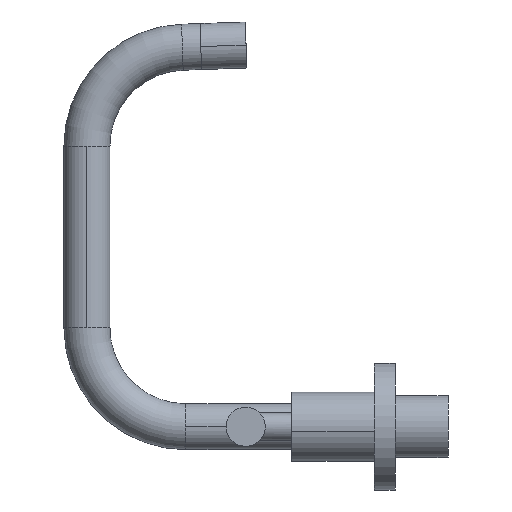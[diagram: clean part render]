
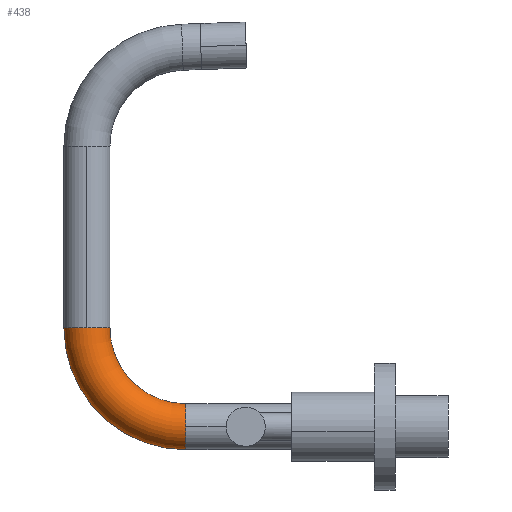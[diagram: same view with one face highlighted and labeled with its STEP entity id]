
A CAD part, left-side view. The second image highlights one B-rep face of the part: STEP entity #438.
In plain terms, the highlighted toroidal (fillet/blend) face has major radius 43 mm and minor radius 10 mm.
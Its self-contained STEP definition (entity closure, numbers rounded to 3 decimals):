
#41 = CARTESIAN_POINT ( 'NONE',  ( 43., 89., 10. ) ) ;
#72 = CARTESIAN_POINT ( 'NONE',  ( 43., 89., 0. ) ) ;
#113 = VERTEX_POINT ( 'NONE', #41 ) ;
#128 = VERTEX_POINT ( 'NONE', #538 ) ;
#177 = EDGE_LOOP ( 'NONE', ( #1214, #1058, #1490, #854, #1076, #1273 ) ) ;
#249 = VERTEX_POINT ( 'NONE', #1660 ) ;
#260 = CARTESIAN_POINT ( 'NONE',  ( 0., 46., 0. ) ) ;
#278 = VERTEX_POINT ( 'NONE', #1368 ) ;
#293 = AXIS2_PLACEMENT_3D ( 'NONE', #72, #969, #722 ) ;
#367 = EDGE_CURVE ( 'NONE', #898, #1199, #834, .T. ) ;
#405 = DIRECTION ( 'NONE',  ( 0., 1., 0. ) ) ;
#420 = AXIS2_PLACEMENT_3D ( 'NONE', #260, #774, #657 ) ;
#438 = ADVANCED_FACE ( 'NONE', ( #1269 ), #1634, .T. ) ;
#459 = EDGE_CURVE ( 'NONE', #113, #1199, #1025, .T. ) ;
#534 = CIRCLE ( 'NONE', #777, 10. ) ;
#538 = CARTESIAN_POINT ( 'NONE',  ( -10., 46., 0. ) ) ;
#573 = DIRECTION ( 'NONE',  ( 0., 0., -1. ) ) ;
#580 = CARTESIAN_POINT ( 'NONE',  ( 43., 46., 0. ) ) ;
#599 = DIRECTION ( 'NONE',  ( 0., 0., -1. ) ) ;
#601 = CARTESIAN_POINT ( 'NONE',  ( 10., 46., 0. ) ) ;
#657 = DIRECTION ( 'NONE',  ( 0., 0., 1. ) ) ;
#718 = DIRECTION ( 'NONE',  ( 1., 0., 0. ) ) ;
#722 = DIRECTION ( 'NONE',  ( 0., 0., 1. ) ) ;
#774 = DIRECTION ( 'NONE',  ( 0., 1., 0. ) ) ;
#777 = AXIS2_PLACEMENT_3D ( 'NONE', #1186, #405, #1562 ) ;
#829 = AXIS2_PLACEMENT_3D ( 'NONE', #1229, #718, #1628 ) ;
#834 = CIRCLE ( 'NONE', #1282, 33. ) ;
#835 = CARTESIAN_POINT ( 'NONE',  ( 43., 46., 0. ) ) ;
#854 = ORIENTED_EDGE ( 'NONE', *, *, #367, .T. ) ;
#892 = AXIS2_PLACEMENT_3D ( 'NONE', #1675, #1383, #1362 ) ;
#898 = VERTEX_POINT ( 'NONE', #601 ) ;
#969 = DIRECTION ( 'NONE',  ( 1., 0., 0. ) ) ;
#1025 = CIRCLE ( 'NONE', #293, 10. ) ;
#1058 = ORIENTED_EDGE ( 'NONE', *, *, #1328, .T. ) ;
#1076 = ORIENTED_EDGE ( 'NONE', *, *, #459, .F. ) ;
#1089 = DIRECTION ( 'NONE',  ( -1., 0., 0. ) ) ;
#1168 = CIRCLE ( 'NONE', #420, 10. ) ;
#1186 = CARTESIAN_POINT ( 'NONE',  ( 0., 46., 0. ) ) ;
#1193 = EDGE_CURVE ( 'NONE', #128, #278, #1472, .T. ) ;
#1199 = VERTEX_POINT ( 'NONE', #1369 ) ;
#1207 = EDGE_CURVE ( 'NONE', #278, #113, #1302, .T. ) ;
#1214 = ORIENTED_EDGE ( 'NONE', *, *, #1193, .F. ) ;
#1219 = DIRECTION ( 'NONE',  ( -1., 0., 0. ) ) ;
#1229 = CARTESIAN_POINT ( 'NONE',  ( 43., 89., 0. ) ) ;
#1269 = FACE_OUTER_BOUND ( 'NONE', #177, .T. ) ;
#1273 = ORIENTED_EDGE ( 'NONE', *, *, #1207, .F. ) ;
#1282 = AXIS2_PLACEMENT_3D ( 'NONE', #580, #599, #1219 ) ;
#1302 = CIRCLE ( 'NONE', #829, 10. ) ;
#1328 = EDGE_CURVE ( 'NONE', #128, #249, #534, .T. ) ;
#1352 = EDGE_CURVE ( 'NONE', #249, #898, #1168, .T. ) ;
#1362 = DIRECTION ( 'NONE',  ( -1., 0., 0. ) ) ;
#1368 = CARTESIAN_POINT ( 'NONE',  ( 43., 99., 0. ) ) ;
#1369 = CARTESIAN_POINT ( 'NONE',  ( 43., 79., 0. ) ) ;
#1383 = DIRECTION ( 'NONE',  ( 0., 0., -1. ) ) ;
#1391 = AXIS2_PLACEMENT_3D ( 'NONE', #835, #573, #1089 ) ;
#1472 = CIRCLE ( 'NONE', #1391, 53. ) ;
#1490 = ORIENTED_EDGE ( 'NONE', *, *, #1352, .T. ) ;
#1562 = DIRECTION ( 'NONE',  ( 0., 0., 1. ) ) ;
#1628 = DIRECTION ( 'NONE',  ( 0., 0., 1. ) ) ;
#1634 = TOROIDAL_SURFACE ( 'NONE', #892, 43., 10. ) ;
#1660 = CARTESIAN_POINT ( 'NONE',  ( 0., 46., 10. ) ) ;
#1675 = CARTESIAN_POINT ( 'NONE',  ( 43., 46., 0. ) ) ;
